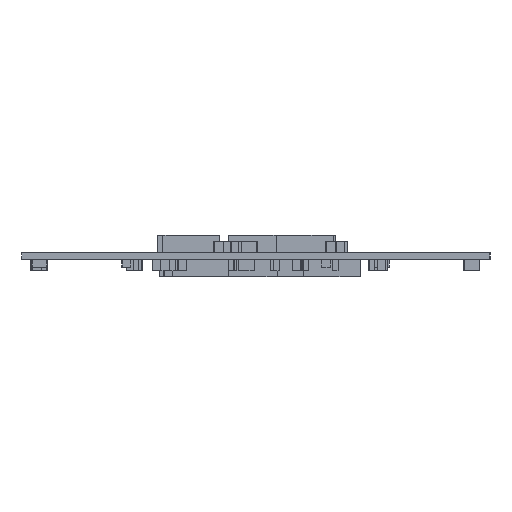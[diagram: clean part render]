
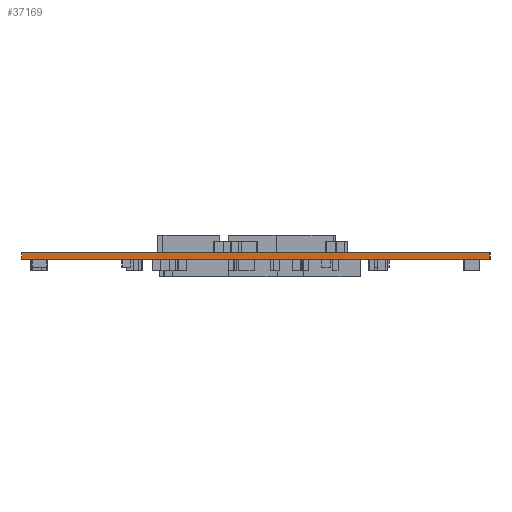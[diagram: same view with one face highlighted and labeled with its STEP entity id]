
A CAD part, left-side view. The second image highlights one B-rep face of the part: STEP entity #37169.
In plain terms, the highlighted planar face has unit normal (-1, 0, 0).
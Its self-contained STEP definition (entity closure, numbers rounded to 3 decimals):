
#37071 = EDGE_CURVE('',#37072,#37074,#37076,.T.);
#37072 = VERTEX_POINT('',#37073);
#37073 = CARTESIAN_POINT('',(0.,0.,-0.798));
#37074 = VERTEX_POINT('',#37075);
#37075 = CARTESIAN_POINT('',(0.,0.,0.));
#37076 = LINE('',#37077,#37078);
#37077 = CARTESIAN_POINT('',(0.,0.,-0.798));
#37078 = VECTOR('',#37079,1.);
#37079 = DIRECTION('',(0.,0.,1.));
#37144 = VERTEX_POINT('',#37145);
#37145 = CARTESIAN_POINT('',(0.,54.,0.));
#37151 = EDGE_CURVE('',#37152,#37144,#37154,.T.);
#37152 = VERTEX_POINT('',#37153);
#37153 = CARTESIAN_POINT('',(0.,54.,-0.798));
#37154 = LINE('',#37155,#37156);
#37155 = CARTESIAN_POINT('',(0.,54.,-0.798));
#37156 = VECTOR('',#37157,1.);
#37157 = DIRECTION('',(0.,0.,1.));
#37169 = ADVANCED_FACE('',(#37170),#37186,.F.);
#37170 = FACE_BOUND('',#37171,.F.);
#37171 = EDGE_LOOP('',(#37172,#37173,#37179,#37180));
#37172 = ORIENTED_EDGE('',*,*,#37151,.T.);
#37173 = ORIENTED_EDGE('',*,*,#37174,.T.);
#37174 = EDGE_CURVE('',#37144,#37074,#37175,.T.);
#37175 = LINE('',#37176,#37177);
#37176 = CARTESIAN_POINT('',(0.,54.,0.));
#37177 = VECTOR('',#37178,1.);
#37178 = DIRECTION('',(0.,-1.,0.));
#37179 = ORIENTED_EDGE('',*,*,#37071,.F.);
#37180 = ORIENTED_EDGE('',*,*,#37181,.F.);
#37181 = EDGE_CURVE('',#37152,#37072,#37182,.T.);
#37182 = LINE('',#37183,#37184);
#37183 = CARTESIAN_POINT('',(0.,54.,-0.798));
#37184 = VECTOR('',#37185,1.);
#37185 = DIRECTION('',(0.,-1.,0.));
#37186 = PLANE('',#37187);
#37187 = AXIS2_PLACEMENT_3D('',#37188,#37189,#37190);
#37188 = CARTESIAN_POINT('',(0.,54.,-0.798));
#37189 = DIRECTION('',(1.,0.,0.));
#37190 = DIRECTION('',(0.,-1.,0.));
